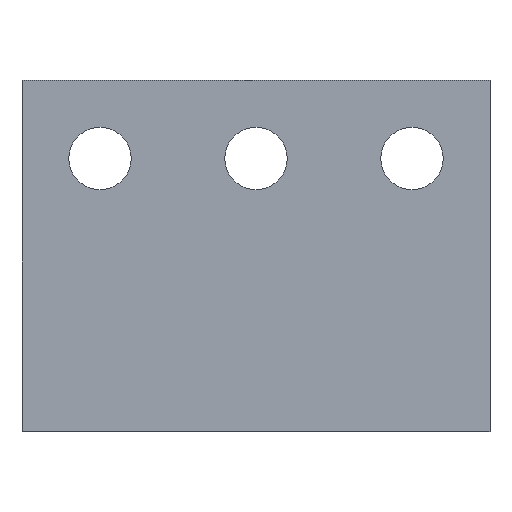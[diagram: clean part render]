
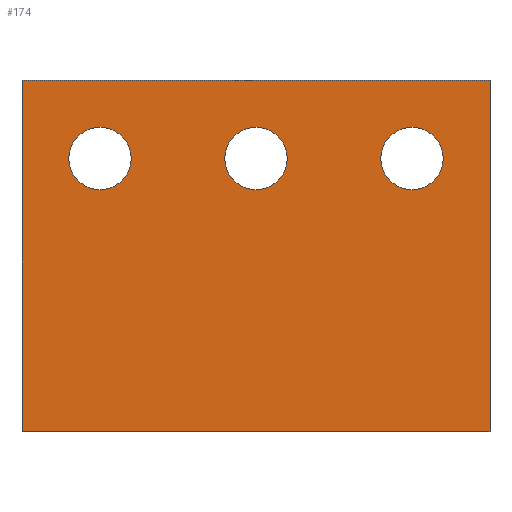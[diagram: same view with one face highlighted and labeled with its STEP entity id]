
A CAD part, top view. The second image highlights one B-rep face of the part: STEP entity #174.
In plain terms, the highlighted planar face has unit normal (0, 0, 1).
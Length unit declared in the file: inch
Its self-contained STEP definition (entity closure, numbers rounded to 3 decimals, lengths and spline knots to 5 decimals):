
#15=FACE_BOUND('',#44,.T.);
#16=FACE_BOUND('',#45,.T.);
#17=FACE_BOUND('',#46,.T.);
#25=PLANE('',#211);
#34=FACE_OUTER_BOUND('',#43,.T.);
#43=EDGE_LOOP('',(#150,#151,#152,#153));
#44=EDGE_LOOP('',(#154));
#45=EDGE_LOOP('',(#155));
#46=EDGE_LOOP('',(#156));
#56=LINE('',#286,#71);
#59=LINE('',#292,#74);
#62=LINE('',#298,#77);
#65=LINE('',#302,#80);
#71=VECTOR('',#240,0.3937);
#74=VECTOR('',#245,0.3937);
#77=VECTOR('',#250,0.3937);
#80=VECTOR('',#255,0.3937);
#81=CIRCLE('',#199,0.1);
#83=CIRCLE('',#202,0.1);
#85=CIRCLE('',#205,0.1);
#87=VERTEX_POINT('',#262);
#89=VERTEX_POINT('',#268);
#91=VERTEX_POINT('',#274);
#95=VERTEX_POINT('',#283);
#96=VERTEX_POINT('',#285);
#98=VERTEX_POINT('',#291);
#100=VERTEX_POINT('',#297);
#101=EDGE_CURVE('',#87,#87,#81,.T.);
#104=EDGE_CURVE('',#89,#89,#83,.T.);
#107=EDGE_CURVE('',#91,#91,#85,.T.);
#112=EDGE_CURVE('',#96,#95,#56,.T.);
#115=EDGE_CURVE('',#98,#96,#59,.T.);
#118=EDGE_CURVE('',#100,#98,#62,.T.);
#121=EDGE_CURVE('',#95,#100,#65,.T.);
#150=ORIENTED_EDGE('',*,*,#121,.T.);
#151=ORIENTED_EDGE('',*,*,#118,.T.);
#152=ORIENTED_EDGE('',*,*,#115,.T.);
#153=ORIENTED_EDGE('',*,*,#112,.T.);
#154=ORIENTED_EDGE('',*,*,#107,.T.);
#155=ORIENTED_EDGE('',*,*,#104,.T.);
#156=ORIENTED_EDGE('',*,*,#101,.T.);
#174=ADVANCED_FACE('',(#34,#15,#16,#17),#25,.T.);
#199=AXIS2_PLACEMENT_3D('',#263,#217,#218);
#202=AXIS2_PLACEMENT_3D('',#269,#224,#225);
#205=AXIS2_PLACEMENT_3D('',#275,#231,#232);
#211=AXIS2_PLACEMENT_3D('',#303,#256,#257);
#217=DIRECTION('center_axis',(0.,0.,-1.));
#218=DIRECTION('ref_axis',(-1.,0.,0.));
#224=DIRECTION('center_axis',(0.,0.,-1.));
#225=DIRECTION('ref_axis',(-1.,0.,0.));
#231=DIRECTION('center_axis',(0.,0.,-1.));
#232=DIRECTION('ref_axis',(-1.,0.,0.));
#240=DIRECTION('',(1.,0.,0.));
#245=DIRECTION('',(0.,-1.,0.));
#250=DIRECTION('',(-1.,0.,0.));
#255=DIRECTION('',(0.,1.,0.));
#256=DIRECTION('center_axis',(0.,0.,1.));
#257=DIRECTION('ref_axis',(1.,0.,0.));
#262=CARTESIAN_POINT('',(1.35,0.875,0.0625));
#263=CARTESIAN_POINT('Origin',(1.25,0.875,0.0625));
#268=CARTESIAN_POINT('',(0.85,0.875,0.0625));
#269=CARTESIAN_POINT('Origin',(0.75,0.875,0.0625));
#274=CARTESIAN_POINT('',(0.35,0.875,0.0625));
#275=CARTESIAN_POINT('Origin',(0.25,0.875,0.0625));
#283=CARTESIAN_POINT('',(1.5,0.,0.0625));
#285=CARTESIAN_POINT('',(0.,0.,0.0625));
#286=CARTESIAN_POINT('',(0.,0.,0.0625));
#291=CARTESIAN_POINT('',(0.,1.125,0.0625));
#292=CARTESIAN_POINT('',(0.,1.125,0.0625));
#297=CARTESIAN_POINT('',(1.5,1.125,0.0625));
#298=CARTESIAN_POINT('',(1.5,1.125,0.0625));
#302=CARTESIAN_POINT('',(1.5,0.,0.0625));
#303=CARTESIAN_POINT('Origin',(0.75,0.5625,0.0625));
